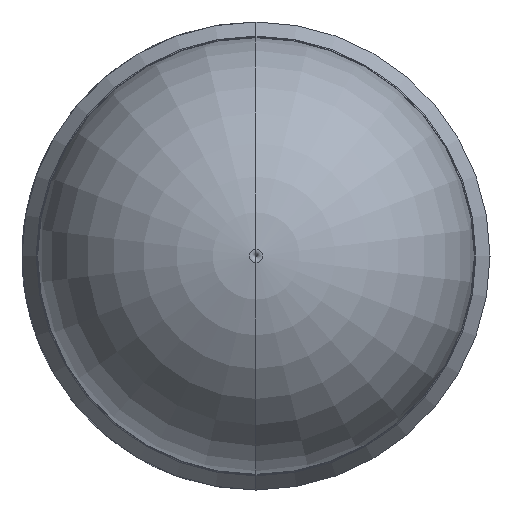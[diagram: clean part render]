
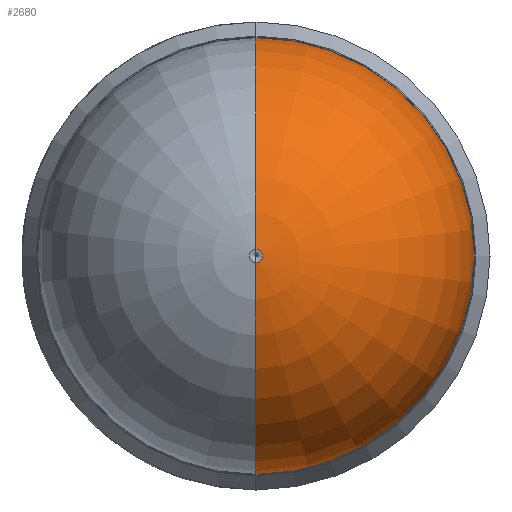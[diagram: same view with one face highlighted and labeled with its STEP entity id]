
A CAD part, left-side view. The second image highlights one B-rep face of the part: STEP entity #2680.
In plain terms, the highlighted toroidal (fillet/blend) face has major radius 0.066 mm and minor radius 14.996 mm.
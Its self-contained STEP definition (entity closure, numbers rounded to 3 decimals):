
#176 = DIRECTION ( 'NONE',  ( 0., -1., 0. ) ) ;
#457 = DIRECTION ( 'NONE',  ( 0., 0., 1. ) ) ;
#483 = CARTESIAN_POINT ( 'NONE',  ( 11.348, 0., 14.931 ) ) ;
#518 = DIRECTION ( 'NONE',  ( 0., 0., 1. ) ) ;
#657 = ORIENTED_EDGE ( 'NONE', *, *, #4018, .F. ) ;
#807 = VERTEX_POINT ( 'NONE', #1823 ) ;
#872 = ORIENTED_EDGE ( 'NONE', *, *, #2993, .F. ) ;
#931 = CIRCLE ( 'NONE', #3207, 14.997 ) ;
#1004 = CIRCLE ( 'NONE', #3627, 14.931 ) ;
#1178 = CIRCLE ( 'NONE', #1579, 14.997 ) ;
#1277 = EDGE_CURVE ( 'NONE', #3216, #807, #931, .T. ) ;
#1297 = CARTESIAN_POINT ( 'NONE',  ( 11.348, 0., 0. ) ) ;
#1377 = ORIENTED_EDGE ( 'NONE', *, *, #2421, .T. ) ;
#1417 = DIRECTION ( 'NONE',  ( 0., 0., -1. ) ) ;
#1519 = DIRECTION ( 'NONE',  ( 0., 1., 0. ) ) ;
#1579 = AXIS2_PLACEMENT_3D ( 'NONE', #2761, #1519, #2128 ) ;
#1602 = DIRECTION ( 'NONE',  ( -1., 0., 0. ) ) ;
#1823 = CARTESIAN_POINT ( 'NONE',  ( -3.597, 0., 0.446 ) ) ;
#1824 = CARTESIAN_POINT ( 'NONE',  ( -3.597, 0., -0.446 ) ) ;
#1858 = FACE_OUTER_BOUND ( 'NONE', #3721, .T. ) ;
#2068 = CARTESIAN_POINT ( 'NONE',  ( -3.597, 0., 0. ) ) ;
#2128 = DIRECTION ( 'NONE',  ( 0., 0., 1. ) ) ;
#2220 = CIRCLE ( 'NONE', #3072, 0.446 ) ;
#2235 = AXIS2_PLACEMENT_3D ( 'NONE', #3451, #1602, #2532 ) ;
#2421 = EDGE_CURVE ( 'NONE', #2825, #3216, #1004, .T. ) ;
#2507 = DIRECTION ( 'NONE',  ( -1., 0., 0. ) ) ;
#2532 = DIRECTION ( 'NONE',  ( 0., 0., 1. ) ) ;
#2610 = CARTESIAN_POINT ( 'NONE',  ( 11.348, 0., -14.931 ) ) ;
#2680 = ADVANCED_FACE ( 'NONE', ( #1858 ), #4030, .T. ) ;
#2761 = CARTESIAN_POINT ( 'NONE',  ( 11.391, 0., 0.066 ) ) ;
#2825 = VERTEX_POINT ( 'NONE', #2610 ) ;
#2969 = CARTESIAN_POINT ( 'NONE',  ( 11.391, 0., -0.066 ) ) ;
#2993 = EDGE_CURVE ( 'NONE', #2825, #3435, #1178, .T. ) ;
#3072 = AXIS2_PLACEMENT_3D ( 'NONE', #2068, #3603, #518 ) ;
#3207 = AXIS2_PLACEMENT_3D ( 'NONE', #2969, #176, #1417 ) ;
#3216 = VERTEX_POINT ( 'NONE', #483 ) ;
#3435 = VERTEX_POINT ( 'NONE', #1824 ) ;
#3451 = CARTESIAN_POINT ( 'NONE',  ( 11.391, 0., 0. ) ) ;
#3603 = DIRECTION ( 'NONE',  ( -1., 0., 0. ) ) ;
#3627 = AXIS2_PLACEMENT_3D ( 'NONE', #1297, #2507, #457 ) ;
#3721 = EDGE_LOOP ( 'NONE', ( #872, #1377, #3881, #657 ) ) ;
#3881 = ORIENTED_EDGE ( 'NONE', *, *, #1277, .T. ) ;
#4018 = EDGE_CURVE ( 'NONE', #3435, #807, #2220, .T. ) ;
#4030 = TOROIDAL_SURFACE ( 'NONE', #2235, -0.066, 14.997 ) ;
